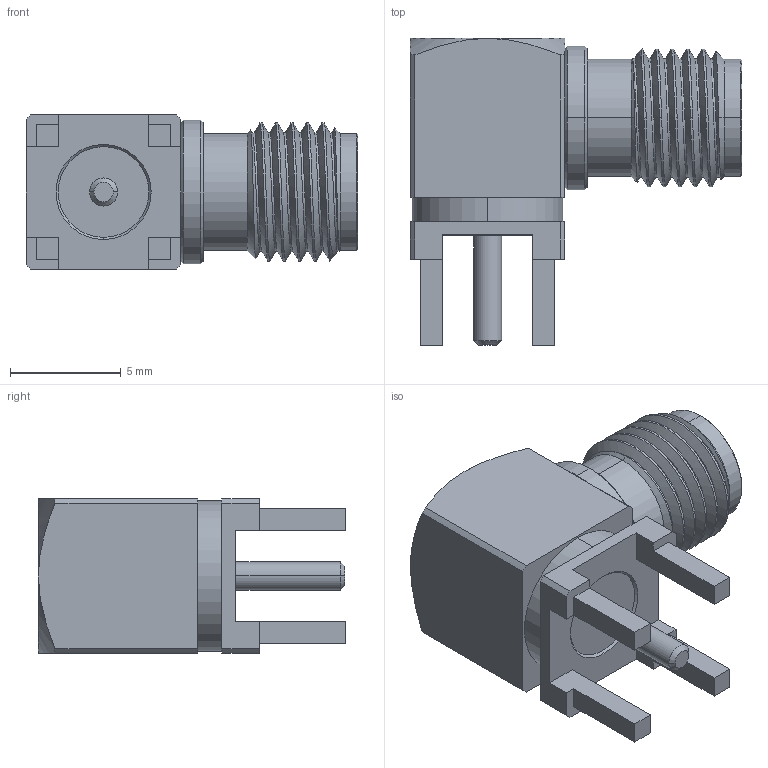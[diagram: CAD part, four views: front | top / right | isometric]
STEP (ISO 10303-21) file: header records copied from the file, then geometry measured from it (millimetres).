
FILE_DESCRIPTION (( 'STEP AP203' ), '1' );
FILE_NAME ('SMA-LR4-A_C.STEP', '2025-03-11T07:58:05', ( '' ), ( '' ), 'SwSTEP 2.0', 'SolidWorks 2022', '' );
FILE_SCHEMA (( 'CONFIG_CONTROL_DESIGN' ));
Length unit declared in the file: millimetre
Products named in the file (1): SMA-LR4-A_C
Bounding box: 15 x 13.9 x 7 mm (x, y, z)
Volume: 615.7 mm3; surface area: 732.3 mm2
Topology: 1 solids, 4 shells, 189 faces, 497 edges, 325 vertices
Faces by surface type: plane 87, cylinder 74, cone 25, bspline 3
Entity records: 6894 total; most frequent: CARTESIAN_POINT 2192, ORIENTED_EDGE 994, DIRECTION 946, EDGE_CURVE 497, AXIS2_PLACEMENT_3D 343, VERTEX_POINT 325, LINE 260, VECTOR 260
